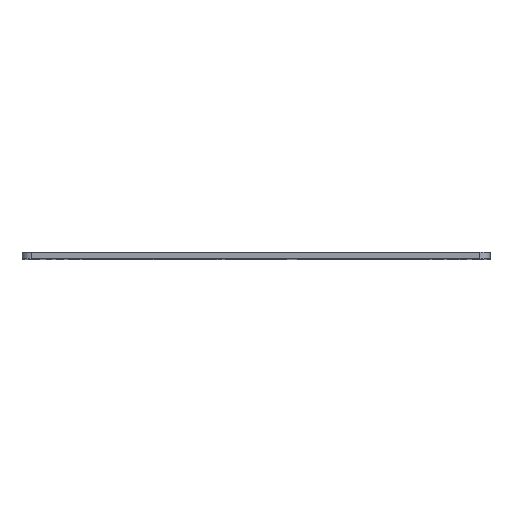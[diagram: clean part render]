
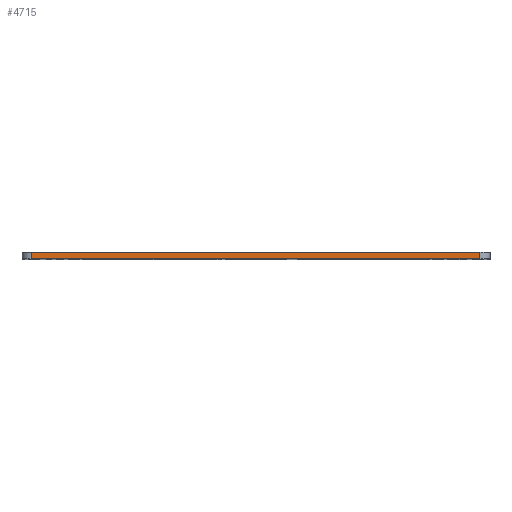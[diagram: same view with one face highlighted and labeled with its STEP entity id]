
A CAD part, top view. The second image highlights one B-rep face of the part: STEP entity #4715.
In plain terms, the highlighted planar face has unit normal (-0.052, 0, 0.999).
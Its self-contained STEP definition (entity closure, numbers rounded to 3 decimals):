
#73 = PLANE('',#74);
#74 = AXIS2_PLACEMENT_3D('',#75,#76,#77);
#75 = CARTESIAN_POINT('',(0.,5.,0.));
#76 = DIRECTION('',(0.,-1.,0.));
#77 = DIRECTION('',(0.,-0.,-1.));
#127 = PLANE('',#128);
#128 = AXIS2_PLACEMENT_3D('',#129,#130,#131);
#129 = CARTESIAN_POINT('',(0.,2.5,0.));
#130 = DIRECTION('',(0.,-1.,0.));
#131 = DIRECTION('',(0.,-0.,-1.));
#4280 = CYLINDRICAL_SURFACE('',#4281,4.);
#4281 = AXIS2_PLACEMENT_3D('',#4282,#4283,#4284);
#4282 = CARTESIAN_POINT('',(91.,5.,100.742));
#4283 = DIRECTION('',(0.,-1.,0.));
#4284 = DIRECTION('',(0.,0.,-1.));
#4446 = CYLINDRICAL_SURFACE('',#4447,4.);
#4447 = AXIS2_PLACEMENT_3D('',#4448,#4449,#4450);
#4448 = CARTESIAN_POINT('',(-91.,5.,91.204));
#4449 = DIRECTION('',(0.,-1.,0.));
#4450 = DIRECTION('',(0.,0.,-1.));
#4715 = ADVANCED_FACE('',(#4716),#4730,.F.);
#4716 = FACE_BOUND('',#4717,.T.);
#4717 = EDGE_LOOP('',(#4718,#4748,#4771,#4794));
#4718 = ORIENTED_EDGE('',*,*,#4719,.F.);
#4719 = EDGE_CURVE('',#4720,#4722,#4724,.T.);
#4720 = VERTEX_POINT('',#4721);
#4721 = CARTESIAN_POINT('',(90.791,2.5,104.737));
#4722 = VERTEX_POINT('',#4723);
#4723 = CARTESIAN_POINT('',(-91.209,2.5,95.199));
#4724 = SURFACE_CURVE('',#4725,(#4729,#4741),.PCURVE_S1.);
#4725 = LINE('',#4726,#4727);
#4726 = CARTESIAN_POINT('',(-95.,2.5,95.));
#4727 = VECTOR('',#4728,1.);
#4728 = DIRECTION('',(-0.999,-0.,-0.052));
#4729 = PCURVE('',#4730,#4735);
#4730 = PLANE('',#4731);
#4731 = AXIS2_PLACEMENT_3D('',#4732,#4733,#4734);
#4732 = CARTESIAN_POINT('',(-95.,5.,95.));
#4733 = DIRECTION('',(0.052,0.,-0.999));
#4734 = DIRECTION('',(-0.999,0.,-0.052));
#4735 = DEFINITIONAL_REPRESENTATION('',(#4736),#4740);
#4736 = LINE('',#4737,#4738);
#4737 = CARTESIAN_POINT('',(0.,-2.5));
#4738 = VECTOR('',#4739,1.);
#4739 = DIRECTION('',(1.,-0.));
#4740 = ( GEOMETRIC_REPRESENTATION_CONTEXT(2) 
PARAMETRIC_REPRESENTATION_CONTEXT() REPRESENTATION_CONTEXT('2D SPACE',''
  ) );
#4741 = PCURVE('',#127,#4742);
#4742 = DEFINITIONAL_REPRESENTATION('',(#4743),#4747);
#4743 = LINE('',#4744,#4745);
#4744 = CARTESIAN_POINT('',(-95.,-95.));
#4745 = VECTOR('',#4746,1.);
#4746 = DIRECTION('',(0.052,-0.999));
#4747 = ( GEOMETRIC_REPRESENTATION_CONTEXT(2) 
PARAMETRIC_REPRESENTATION_CONTEXT() REPRESENTATION_CONTEXT('2D SPACE',''
  ) );
#4748 = ORIENTED_EDGE('',*,*,#4749,.T.);
#4749 = EDGE_CURVE('',#4720,#4750,#4752,.T.);
#4750 = VERTEX_POINT('',#4751);
#4751 = CARTESIAN_POINT('',(90.791,5.,104.737));
#4752 = SURFACE_CURVE('',#4753,(#4757,#4764),.PCURVE_S1.);
#4753 = LINE('',#4754,#4755);
#4754 = CARTESIAN_POINT('',(90.791,5.,104.737));
#4755 = VECTOR('',#4756,1.);
#4756 = DIRECTION('',(-0.,1.,-0.));
#4757 = PCURVE('',#4730,#4758);
#4758 = DEFINITIONAL_REPRESENTATION('',(#4759),#4763);
#4759 = LINE('',#4760,#4761);
#4760 = CARTESIAN_POINT('',(-186.046,0.));
#4761 = VECTOR('',#4762,1.);
#4762 = DIRECTION('',(0.,1.));
#4763 = ( GEOMETRIC_REPRESENTATION_CONTEXT(2) 
PARAMETRIC_REPRESENTATION_CONTEXT() REPRESENTATION_CONTEXT('2D SPACE',''
  ) );
#4764 = PCURVE('',#4280,#4765);
#4765 = DEFINITIONAL_REPRESENTATION('',(#4766),#4770);
#4766 = LINE('',#4767,#4768);
#4767 = CARTESIAN_POINT('',(3.194,0.));
#4768 = VECTOR('',#4769,1.);
#4769 = DIRECTION('',(0.,-1.));
#4770 = ( GEOMETRIC_REPRESENTATION_CONTEXT(2) 
PARAMETRIC_REPRESENTATION_CONTEXT() REPRESENTATION_CONTEXT('2D SPACE',''
  ) );
#4771 = ORIENTED_EDGE('',*,*,#4772,.F.);
#4772 = EDGE_CURVE('',#4773,#4750,#4775,.T.);
#4773 = VERTEX_POINT('',#4774);
#4774 = CARTESIAN_POINT('',(-91.209,5.,95.199));
#4775 = SURFACE_CURVE('',#4776,(#4780,#4787),.PCURVE_S1.);
#4776 = LINE('',#4777,#4778);
#4777 = CARTESIAN_POINT('',(-95.,5.,95.));
#4778 = VECTOR('',#4779,1.);
#4779 = DIRECTION('',(0.999,0.,0.052));
#4780 = PCURVE('',#4730,#4781);
#4781 = DEFINITIONAL_REPRESENTATION('',(#4782),#4786);
#4782 = LINE('',#4783,#4784);
#4783 = CARTESIAN_POINT('',(0.,0.));
#4784 = VECTOR('',#4785,1.);
#4785 = DIRECTION('',(-1.,0.));
#4786 = ( GEOMETRIC_REPRESENTATION_CONTEXT(2) 
PARAMETRIC_REPRESENTATION_CONTEXT() REPRESENTATION_CONTEXT('2D SPACE',''
  ) );
#4787 = PCURVE('',#73,#4788);
#4788 = DEFINITIONAL_REPRESENTATION('',(#4789),#4793);
#4789 = LINE('',#4790,#4791);
#4790 = CARTESIAN_POINT('',(-95.,-95.));
#4791 = VECTOR('',#4792,1.);
#4792 = DIRECTION('',(-0.052,0.999));
#4793 = ( GEOMETRIC_REPRESENTATION_CONTEXT(2) 
PARAMETRIC_REPRESENTATION_CONTEXT() REPRESENTATION_CONTEXT('2D SPACE',''
  ) );
#4794 = ORIENTED_EDGE('',*,*,#4795,.T.);
#4795 = EDGE_CURVE('',#4773,#4722,#4796,.T.);
#4796 = SURFACE_CURVE('',#4797,(#4801,#4808),.PCURVE_S1.);
#4797 = LINE('',#4798,#4799);
#4798 = CARTESIAN_POINT('',(-91.209,5.,95.199));
#4799 = VECTOR('',#4800,1.);
#4800 = DIRECTION('',(0.,-1.,0.));
#4801 = PCURVE('',#4730,#4802);
#4802 = DEFINITIONAL_REPRESENTATION('',(#4803),#4807);
#4803 = LINE('',#4804,#4805);
#4804 = CARTESIAN_POINT('',(-3.796,0.));
#4805 = VECTOR('',#4806,1.);
#4806 = DIRECTION('',(-0.,-1.));
#4807 = ( GEOMETRIC_REPRESENTATION_CONTEXT(2) 
PARAMETRIC_REPRESENTATION_CONTEXT() REPRESENTATION_CONTEXT('2D SPACE',''
  ) );
#4808 = PCURVE('',#4446,#4809);
#4809 = DEFINITIONAL_REPRESENTATION('',(#4810),#4814);
#4810 = LINE('',#4811,#4812);
#4811 = CARTESIAN_POINT('',(3.194,0.));
#4812 = VECTOR('',#4813,1.);
#4813 = DIRECTION('',(0.,1.));
#4814 = ( GEOMETRIC_REPRESENTATION_CONTEXT(2) 
PARAMETRIC_REPRESENTATION_CONTEXT() REPRESENTATION_CONTEXT('2D SPACE',''
  ) );
